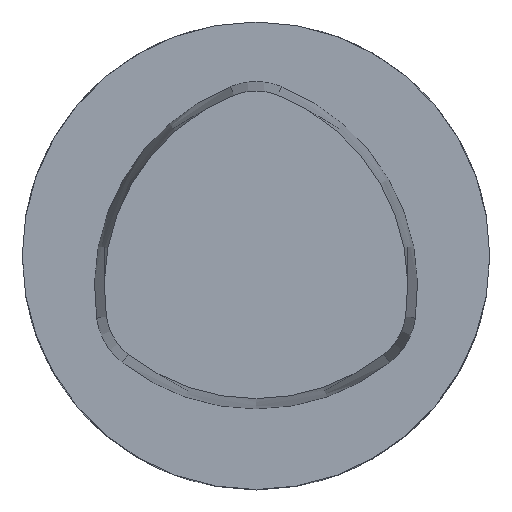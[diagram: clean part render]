
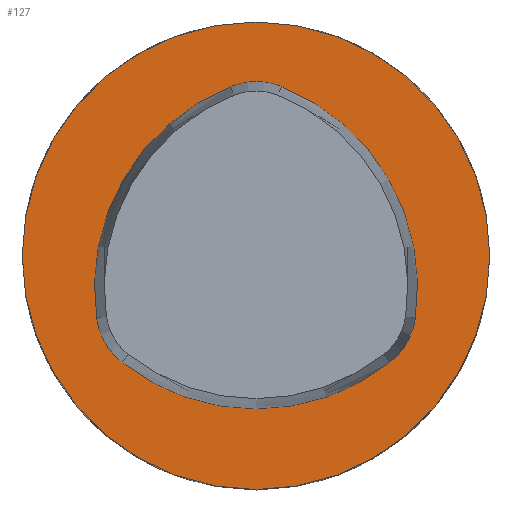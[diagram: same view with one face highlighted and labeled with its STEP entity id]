
A CAD part, top view. The second image highlights one B-rep face of the part: STEP entity #127.
In plain terms, the highlighted planar face has unit normal (0, 0, 1).
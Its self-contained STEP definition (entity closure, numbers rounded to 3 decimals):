
#127=ADVANCED_FACE('',(#218),#177,.T.);
#177=PLANE('',#977);
#218=FACE_OUTER_BOUND('',#273,.T.);
#273=EDGE_LOOP('',(#446));
#315=CIRCLE('',#971,20.);
#446=ORIENTED_EDGE('',*,*,#712,.T.);
#617=VERTEX_POINT('',#1450);
#712=EDGE_CURVE('',#617,#617,#315,.T.);
#971=AXIS2_PLACEMENT_3D('',#1449,#1162,#1163);
#977=AXIS2_PLACEMENT_3D('',#1468,#1178,#1179);
#1162=DIRECTION('',(0.,0.,1.));
#1163=DIRECTION('',(1.,0.,0.));
#1178=DIRECTION('',(0.,0.,1.));
#1179=DIRECTION('',(1.,0.,0.));
#1449=CARTESIAN_POINT('',(0.,0.,0.));
#1450=CARTESIAN_POINT('',(20.,0.,0.));
#1468=CARTESIAN_POINT('',(0.,0.,0.));
